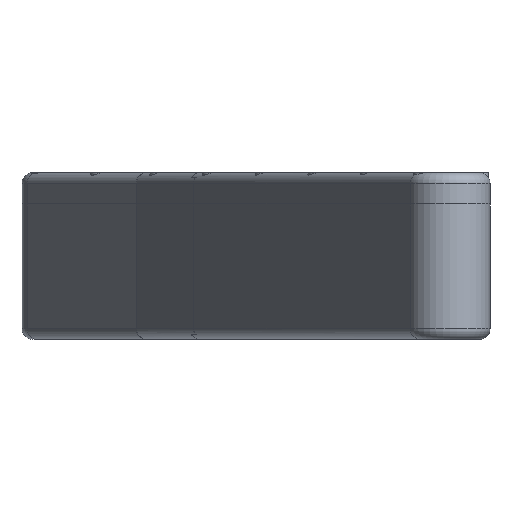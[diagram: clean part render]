
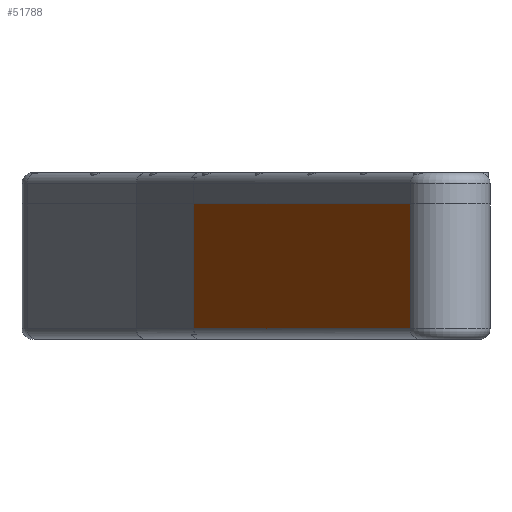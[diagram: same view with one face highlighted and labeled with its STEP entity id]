
A CAD part, left-side view. The second image highlights one B-rep face of the part: STEP entity #51788.
In plain terms, the highlighted planar face has unit normal (-0.408, 0.913, 0).
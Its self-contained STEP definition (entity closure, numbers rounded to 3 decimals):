
#42874 = CYLINDRICAL_SURFACE('',#42875,20.);
#42875 = AXIS2_PLACEMENT_3D('',#42876,#42877,#42878);
#42876 = CARTESIAN_POINT('',(103.234,22.,0.));
#42877 = DIRECTION('',(0.,0.,1.));
#42878 = DIRECTION('',(0.,-1.,0.));
#42901 = PLANE('',#42902);
#42902 = AXIS2_PLACEMENT_3D('',#42903,#42904,#42905);
#42903 = CARTESIAN_POINT('',(0.,0.,60.)
  );
#42904 = DIRECTION('',(0.,0.,1.));
#42905 = DIRECTION('',(1.,0.,-0.));
#42924 = SURFACE_OF_LINEAR_EXTRUSION('',#42925,#42932);
#42925 = B_SPLINE_CURVE_WITH_KNOTS('',3,(#42926,#42927,#42928,#42929,
    #42930,#42931),.UNSPECIFIED.,.F.,.F.,(4,1,1,4),(0.,59.88,
    144.648,229.416),.UNSPECIFIED.);
#42926 = CARTESIAN_POINT('',(267.5,0.,-4.6));
#42927 = CARTESIAN_POINT('',(251.671,23.916,-4.6));
#42928 = CARTESIAN_POINT('',(261.651,70.602,-4.6));
#42929 = CARTESIAN_POINT('',(347.5,119.76,-4.6));
#42930 = CARTESIAN_POINT('',(330.941,156.087,-4.6));
#42931 = CARTESIAN_POINT('',(267.5,179.64,-4.6));
#42932 = VECTOR('',#42933,1.);
#42933 = DIRECTION('',(-0.,-0.,-1.));
#43171 = VERTEX_POINT('',#43172);
#43172 = CARTESIAN_POINT('',(328.245,144.368,0.));
#43212 = CYLINDRICAL_SURFACE('',#43213,5.);
#43213 = AXIS2_PLACEMENT_3D('',#43214,#43215,#43216);
#43214 = CARTESIAN_POINT('',(391.852,167.293,0.));
#43215 = DIRECTION('',(-0.913,-0.408,
    0.));
#43216 = DIRECTION('',(0.408,-0.913,
    0.));
#44145 = VERTEX_POINT('',#44146);
#44146 = CARTESIAN_POINT('',(328.245,144.368,60.));
#44380 = EDGE_CURVE('',#44145,#43171,#44381,.T.);
#44381 = SURFACE_CURVE('',#44382,(#44385,#44391),.PCURVE_S1.);
#44382 = B_SPLINE_CURVE_WITH_KNOTS('',1,(#44383,#44384),.UNSPECIFIED.,
  .F.,.F.,(2,2),(0.,1.),.PIECEWISE_BEZIER_KNOTS.);
#44383 = CARTESIAN_POINT('',(328.245,144.368,70.));
#44384 = CARTESIAN_POINT('',(328.245,144.368,0.));
#44385 = PCURVE('',#42924,#44386);
#44386 = DEFINITIONAL_REPRESENTATION('',(#44387),#44390);
#44387 = B_SPLINE_CURVE_WITH_KNOTS('',1,(#44388,#44389),.UNSPECIFIED.,
  .F.,.F.,(2,2),(0.,1.),.PIECEWISE_BEZIER_KNOTS.);
#44388 = CARTESIAN_POINT('',(182.201,-74.6));
#44389 = CARTESIAN_POINT('',(182.201,-4.6));
#44390 = ( GEOMETRIC_REPRESENTATION_CONTEXT(2) 
PARAMETRIC_REPRESENTATION_CONTEXT() REPRESENTATION_CONTEXT('2D SPACE',''
  ) );
#44391 = PCURVE('',#44392,#44397);
#44392 = PLANE('',#44393);
#44393 = AXIS2_PLACEMENT_3D('',#44394,#44395,#44396);
#44394 = CARTESIAN_POINT('',(389.813,171.858,0.));
#44395 = DIRECTION('',(0.408,-0.913,0.));
#44396 = DIRECTION('',(-0.913,-0.408,0.));
#44397 = DEFINITIONAL_REPRESENTATION('',(#44398),#44401);
#44398 = B_SPLINE_CURVE_WITH_KNOTS('',1,(#44399,#44400),.UNSPECIFIED.,
  .F.,.F.,(2,2),(0.,1.),.PIECEWISE_BEZIER_KNOTS.);
#44399 = CARTESIAN_POINT('',(67.427,-70.));
#44400 = CARTESIAN_POINT('',(67.427,0.));
#44401 = ( GEOMETRIC_REPRESENTATION_CONTEXT(2) 
PARAMETRIC_REPRESENTATION_CONTEXT() REPRESENTATION_CONTEXT('2D SPACE',''
  ) );
#44407 = VERTEX_POINT('',#44408);
#44408 = CARTESIAN_POINT('',(95.08,40.262,60.));
#44881 = EDGE_CURVE('',#44145,#44407,#44882,.T.);
#44882 = SURFACE_CURVE('',#44883,(#44887,#44893),.PCURVE_S1.);
#44883 = LINE('',#44884,#44885);
#44884 = CARTESIAN_POINT('',(195.314,85.016,60.));
#44885 = VECTOR('',#44886,1.);
#44886 = DIRECTION('',(-0.913,-0.408,0.));
#44887 = PCURVE('',#42901,#44888);
#44888 = DEFINITIONAL_REPRESENTATION('',(#44889),#44892);
#44889 = B_SPLINE_CURVE_WITH_KNOTS('',1,(#44890,#44891),.UNSPECIFIED.,
  .F.,.F.,(2,2),(-145.579,109.771),
  .PIECEWISE_BEZIER_KNOTS.);
#44890 = CARTESIAN_POINT('',(328.245,144.368));
#44891 = CARTESIAN_POINT('',(95.08,40.262));
#44892 = ( GEOMETRIC_REPRESENTATION_CONTEXT(2) 
PARAMETRIC_REPRESENTATION_CONTEXT() REPRESENTATION_CONTEXT('2D SPACE',''
  ) );
#44893 = PCURVE('',#44392,#44894);
#44894 = DEFINITIONAL_REPRESENTATION('',(#44895),#44898);
#44895 = B_SPLINE_CURVE_WITH_KNOTS('',1,(#44896,#44897),.UNSPECIFIED.,
  .F.,.F.,(2,2),(-145.579,109.771),
  .PIECEWISE_BEZIER_KNOTS.);
#44896 = CARTESIAN_POINT('',(67.427,-60.));
#44897 = CARTESIAN_POINT('',(322.777,-60.));
#44898 = ( GEOMETRIC_REPRESENTATION_CONTEXT(2) 
PARAMETRIC_REPRESENTATION_CONTEXT() REPRESENTATION_CONTEXT('2D SPACE',''
  ) );
#45153 = VERTEX_POINT('',#45154);
#45154 = CARTESIAN_POINT('',(95.08,40.262,0.));
#45176 = EDGE_CURVE('',#45153,#44407,#45177,.T.);
#45177 = SURFACE_CURVE('',#45178,(#45182,#45189),.PCURVE_S1.);
#45178 = LINE('',#45179,#45180);
#45179 = CARTESIAN_POINT('',(95.08,40.262,0.));
#45180 = VECTOR('',#45181,1.);
#45181 = DIRECTION('',(0.,0.,1.));
#45182 = PCURVE('',#42874,#45183);
#45183 = DEFINITIONAL_REPRESENTATION('',(#45184),#45188);
#45184 = LINE('',#45185,#45186);
#45185 = CARTESIAN_POINT('',(-2.722,0.));
#45186 = VECTOR('',#45187,1.);
#45187 = DIRECTION('',(-0.,1.));
#45188 = ( GEOMETRIC_REPRESENTATION_CONTEXT(2) 
PARAMETRIC_REPRESENTATION_CONTEXT() REPRESENTATION_CONTEXT('2D SPACE',''
  ) );
#45189 = PCURVE('',#44392,#45190);
#45190 = DEFINITIONAL_REPRESENTATION('',(#45191),#45195);
#45191 = LINE('',#45192,#45193);
#45192 = CARTESIAN_POINT('',(322.777,0.));
#45193 = VECTOR('',#45194,1.);
#45194 = DIRECTION('',(0.,-1.));
#45195 = ( GEOMETRIC_REPRESENTATION_CONTEXT(2) 
PARAMETRIC_REPRESENTATION_CONTEXT() REPRESENTATION_CONTEXT('2D SPACE',''
  ) );
#51767 = EDGE_CURVE('',#43171,#45153,#51768,.T.);
#51768 = SURFACE_CURVE('',#51769,(#51773,#51780),.PCURVE_S1.);
#51769 = LINE('',#51770,#51771);
#51770 = CARTESIAN_POINT('',(389.813,171.858,0.));
#51771 = VECTOR('',#51772,1.);
#51772 = DIRECTION('',(-0.913,-0.408,0.));
#51773 = PCURVE('',#43212,#51774);
#51774 = DEFINITIONAL_REPRESENTATION('',(#51775),#51779);
#51775 = LINE('',#51776,#51777);
#51776 = CARTESIAN_POINT('',(-3.142,0.));
#51777 = VECTOR('',#51778,1.);
#51778 = DIRECTION('',(-0.,1.));
#51779 = ( GEOMETRIC_REPRESENTATION_CONTEXT(2) 
PARAMETRIC_REPRESENTATION_CONTEXT() REPRESENTATION_CONTEXT('2D SPACE',''
  ) );
#51780 = PCURVE('',#44392,#51781);
#51781 = DEFINITIONAL_REPRESENTATION('',(#51782),#51786);
#51782 = LINE('',#51783,#51784);
#51783 = CARTESIAN_POINT('',(0.,0.));
#51784 = VECTOR('',#51785,1.);
#51785 = DIRECTION('',(1.,0.));
#51786 = ( GEOMETRIC_REPRESENTATION_CONTEXT(2) 
PARAMETRIC_REPRESENTATION_CONTEXT() REPRESENTATION_CONTEXT('2D SPACE',''
  ) );
#51788 = ADVANCED_FACE('',(#51789),#44392,.F.);
#51789 = FACE_BOUND('',#51790,.F.);
#51790 = EDGE_LOOP('',(#51791,#51792,#51793,#51794));
#51791 = ORIENTED_EDGE('',*,*,#51767,.F.);
#51792 = ORIENTED_EDGE('',*,*,#44380,.F.);
#51793 = ORIENTED_EDGE('',*,*,#44881,.T.);
#51794 = ORIENTED_EDGE('',*,*,#45176,.F.);
